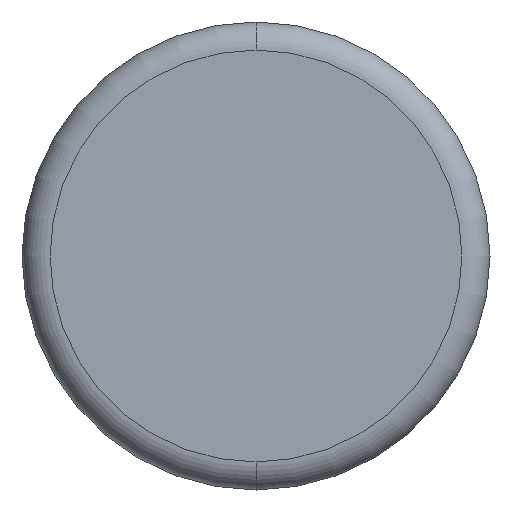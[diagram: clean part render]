
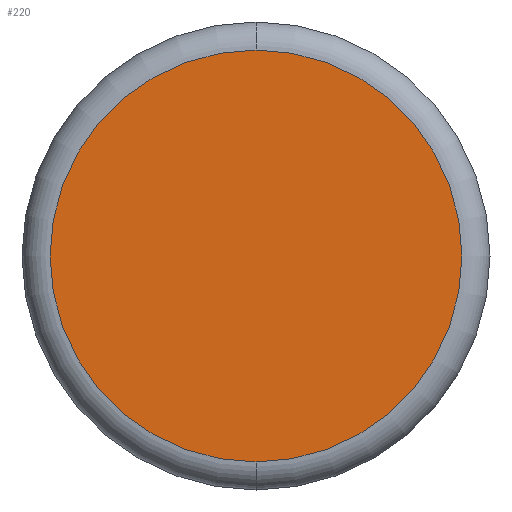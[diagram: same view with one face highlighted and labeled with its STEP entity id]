
A CAD part, front view. The second image highlights one B-rep face of the part: STEP entity #220.
In plain terms, the highlighted planar face has unit normal (0, -1, 0).
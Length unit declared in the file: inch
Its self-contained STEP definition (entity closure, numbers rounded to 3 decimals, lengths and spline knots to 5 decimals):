
#47 = CARTESIAN_POINT ( 'NONE',  ( 0., 0., -0.22 ) ) ;
#69 = AXIS2_PLACEMENT_3D ( 'NONE', #306, #217, #399 ) ;
#93 = PLANE ( 'NONE',  #311 ) ;
#168 = ORIENTED_EDGE ( 'NONE', *, *, #352, .T. ) ;
#217 = DIRECTION ( 'NONE',  ( 0., -1., 0. ) ) ;
#220 = ADVANCED_FACE ( 'NONE', ( #223 ), #93, .T. ) ;
#223 = FACE_OUTER_BOUND ( 'NONE', #471, .T. ) ;
#286 = CARTESIAN_POINT ( 'NONE',  ( 0., 0., 0. ) ) ;
#301 = AXIS2_PLACEMENT_3D ( 'NONE', #489, #364, #493 ) ;
#306 = CARTESIAN_POINT ( 'NONE',  ( 0., 0., 0. ) ) ;
#311 = AXIS2_PLACEMENT_3D ( 'NONE', #286, #376, #331 ) ;
#331 = DIRECTION ( 'NONE',  ( 0., 0., -1. ) ) ;
#352 = EDGE_CURVE ( 'NONE', #477, #549, #526, .T. ) ;
#362 = CIRCLE ( 'NONE', #69, 0.22 ) ;
#364 = DIRECTION ( 'NONE',  ( 0., -1., 0. ) ) ;
#376 = DIRECTION ( 'NONE',  ( 0., -1., 0. ) ) ;
#390 = ORIENTED_EDGE ( 'NONE', *, *, #496, .T. ) ;
#399 = DIRECTION ( 'NONE',  ( 0., 0., -1. ) ) ;
#411 = CARTESIAN_POINT ( 'NONE',  ( 0., 0., 0.22 ) ) ;
#471 = EDGE_LOOP ( 'NONE', ( #390, #168 ) ) ;
#477 = VERTEX_POINT ( 'NONE', #411 ) ;
#489 = CARTESIAN_POINT ( 'NONE',  ( 0., 0., 0. ) ) ;
#493 = DIRECTION ( 'NONE',  ( 0., 0., -1. ) ) ;
#496 = EDGE_CURVE ( 'NONE', #549, #477, #362, .T. ) ;
#526 = CIRCLE ( 'NONE', #301, 0.22 ) ;
#549 = VERTEX_POINT ( 'NONE', #47 ) ;
